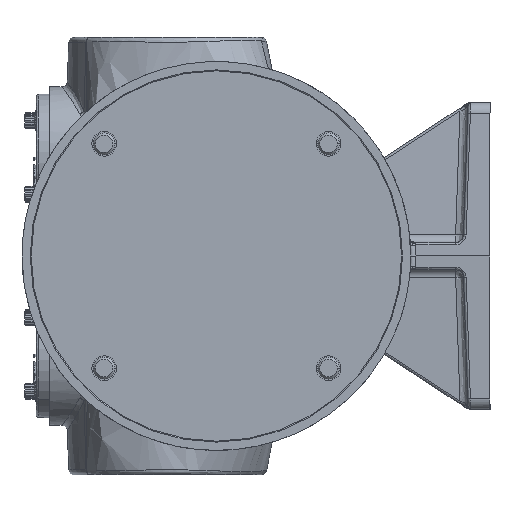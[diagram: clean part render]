
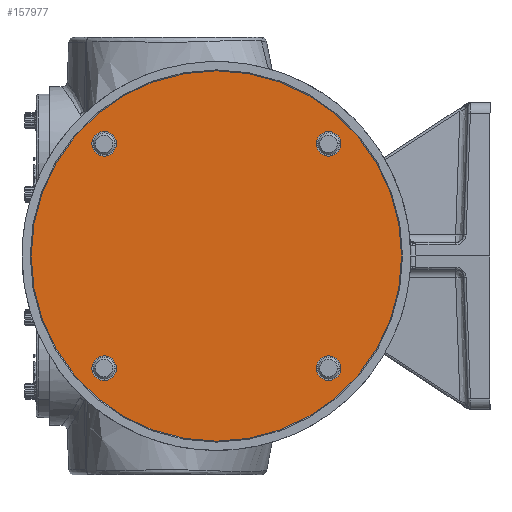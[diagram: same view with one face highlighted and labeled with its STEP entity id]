
A CAD part, left-side view. The second image highlights one B-rep face of the part: STEP entity #157977.
In plain terms, the highlighted planar face has unit normal (-1, 0, 0).
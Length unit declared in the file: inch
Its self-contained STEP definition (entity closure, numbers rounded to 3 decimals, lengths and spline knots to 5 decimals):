
#930 = ORIENTED_EDGE ( 'NONE', *, *, #66995, .F. ) ;
#1459 = EDGE_LOOP ( 'NONE', ( #15393, #133023 ) ) ;
#2883 = DIRECTION ( 'NONE',  ( -1., 0., 0. ) ) ;
#2909 = EDGE_CURVE ( 'NONE', #88381, #10398, #153026, .T. ) ;
#8045 = DIRECTION ( 'NONE',  ( -1., 0., 0. ) ) ;
#10398 = VERTEX_POINT ( 'NONE', #31502 ) ;
#10772 = AXIS2_PLACEMENT_3D ( 'NONE', #77546, #2883, #90091 ) ;
#11745 = CIRCLE ( 'NONE', #27594, 0.28125 ) ;
#13587 = FACE_BOUND ( 'NONE', #144939, .T. ) ;
#14408 = DIRECTION ( 'NONE',  ( -1., 0., 0. ) ) ;
#15393 = ORIENTED_EDGE ( 'NONE', *, *, #89897, .T. ) ;
#19155 = CARTESIAN_POINT ( 'NONE',  ( -18.5, 0., 0. ) ) ;
#26426 = ORIENTED_EDGE ( 'NONE', *, *, #30507, .F. ) ;
#26828 = CARTESIAN_POINT ( 'NONE',  ( -18.5, 2.56326, -2.28201 ) ) ;
#27209 = CIRCLE ( 'NONE', #153680, 0.28125 ) ;
#27594 = AXIS2_PLACEMENT_3D ( 'NONE', #133661, #59309, #146095 ) ;
#30507 = EDGE_CURVE ( 'NONE', #10398, #88381, #123101, .T. ) ;
#31502 = CARTESIAN_POINT ( 'NONE',  ( -18.5, 2.56326, -2.84451 ) ) ;
#31651 = DIRECTION ( 'NONE',  ( 0., 0., 1. ) ) ;
#31866 = VERTEX_POINT ( 'NONE', #47836 ) ;
#31980 = AXIS2_PLACEMENT_3D ( 'NONE', #82693, #8045, #95261 ) ;
#32130 = AXIS2_PLACEMENT_3D ( 'NONE', #145179, #70817, #157640 ) ;
#38225 = CARTESIAN_POINT ( 'NONE',  ( -18.5, 0., 0. ) ) ;
#38983 = VERTEX_POINT ( 'NONE', #106049 ) ;
#45143 = CIRCLE ( 'NONE', #31980, 0.28125 ) ;
#46767 = FACE_BOUND ( 'NONE', #92853, .T. ) ;
#47836 = CARTESIAN_POINT ( 'NONE',  ( -18.5, 2.56326, 2.84451 ) ) ;
#48742 = DIRECTION ( 'NONE',  ( -1., 0., 0. ) ) ;
#49301 = CIRCLE ( 'NONE', #32130, 0.28125 ) ;
#50776 = DIRECTION ( 'NONE',  ( 0., 0., 1. ) ) ;
#53359 = ORIENTED_EDGE ( 'NONE', *, *, #98039, .F. ) ;
#59309 = DIRECTION ( 'NONE',  ( -1., 0., 0. ) ) ;
#60353 = ORIENTED_EDGE ( 'NONE', *, *, #2909, .F. ) ;
#60791 = DIRECTION ( 'NONE',  ( -1., 0., 0. ) ) ;
#63994 = DIRECTION ( 'NONE',  ( -1., 0., 0. ) ) ;
#64141 = DIRECTION ( 'NONE',  ( -1., 0., 0. ) ) ;
#66995 = EDGE_CURVE ( 'NONE', #123586, #156559, #49301, .T. ) ;
#67248 = AXIS2_PLACEMENT_3D ( 'NONE', #135139, #60791, #147573 ) ;
#67782 = CARTESIAN_POINT ( 'NONE',  ( -18.5, -2.56326, 2.84451 ) ) ;
#69812 = EDGE_CURVE ( 'NONE', #156559, #123586, #77948, .T. ) ;
#70817 = DIRECTION ( 'NONE',  ( -1., 0., 0. ) ) ;
#72166 = CARTESIAN_POINT ( 'NONE',  ( -18.5, -2.56326, -2.84451 ) ) ;
#75300 = CIRCLE ( 'NONE', #10772, 0.28125 ) ;
#75922 = FACE_BOUND ( 'NONE', #117779, .T. ) ;
#77546 = CARTESIAN_POINT ( 'NONE',  ( -18.5, 2.56326, 2.56326 ) ) ;
#77948 = CIRCLE ( 'NONE', #160303, 0.28125 ) ;
#80484 = ORIENTED_EDGE ( 'NONE', *, *, #155424, .F. ) ;
#82693 = CARTESIAN_POINT ( 'NONE',  ( -18.5, 2.56326, 2.56326 ) ) ;
#86487 = EDGE_CURVE ( 'NONE', #92824, #146895, #27209, .T. ) ;
#88381 = VERTEX_POINT ( 'NONE', #26828 ) ;
#88581 = ORIENTED_EDGE ( 'NONE', *, *, #86487, .F. ) ;
#89006 = CARTESIAN_POINT ( 'NONE',  ( -18.5, -2.56326, 2.56326 ) ) ;
#89657 = ORIENTED_EDGE ( 'NONE', *, *, #94835, .F. ) ;
#89897 = EDGE_CURVE ( 'NONE', #132288, #38983, #106626, .T. ) ;
#90091 = DIRECTION ( 'NONE',  ( 0., 0., 1. ) ) ;
#92824 = VERTEX_POINT ( 'NONE', #67782 ) ;
#92853 = EDGE_LOOP ( 'NONE', ( #60353, #26426 ) ) ;
#94835 = EDGE_CURVE ( 'NONE', #146895, #92824, #11745, .T. ) ;
#95261 = DIRECTION ( 'NONE',  ( 0., 0., 1. ) ) ;
#98039 = EDGE_CURVE ( 'NONE', #31866, #148432, #45143, .T. ) ;
#101580 = DIRECTION ( 'NONE',  ( 0., 0., 1. ) ) ;
#104372 = CIRCLE ( 'NONE', #157611, 4.2305 ) ;
#104656 = CARTESIAN_POINT ( 'NONE',  ( -18.5, -2.56326, 2.28201 ) ) ;
#106049 = CARTESIAN_POINT ( 'NONE',  ( -18.5, 0., -4.2305 ) ) ;
#106303 = DIRECTION ( 'NONE',  ( -1., 0., 0. ) ) ;
#106626 = CIRCLE ( 'NONE', #133291, 4.2305 ) ;
#109160 = FACE_BOUND ( 'NONE', #146923, .T. ) ;
#116031 = EDGE_CURVE ( 'NONE', #38983, #132288, #104372, .T. ) ;
#117779 = EDGE_LOOP ( 'NONE', ( #53359, #80484 ) ) ;
#117998 = CARTESIAN_POINT ( 'NONE',  ( -18.5, 0., 4.2305 ) ) ;
#118172 = PLANE ( 'NONE',  #127750 ) ;
#123101 = CIRCLE ( 'NONE', #67248, 0.28125 ) ;
#123216 = CARTESIAN_POINT ( 'NONE',  ( -18.5, 0., 0. ) ) ;
#123586 = VERTEX_POINT ( 'NONE', #72166 ) ;
#125213 = DIRECTION ( 'NONE',  ( -1., 0., 0. ) ) ;
#127750 = AXIS2_PLACEMENT_3D ( 'NONE', #19155, #106303, #31651 ) ;
#132288 = VERTEX_POINT ( 'NONE', #117998 ) ;
#133023 = ORIENTED_EDGE ( 'NONE', *, *, #116031, .T. ) ;
#133291 = AXIS2_PLACEMENT_3D ( 'NONE', #38225, #125213, #50776 ) ;
#133661 = CARTESIAN_POINT ( 'NONE',  ( -18.5, -2.56326, 2.56326 ) ) ;
#135139 = CARTESIAN_POINT ( 'NONE',  ( -18.5, 2.56326, -2.56326 ) ) ;
#135654 = DIRECTION ( 'NONE',  ( 0., 0., 1. ) ) ;
#138367 = CARTESIAN_POINT ( 'NONE',  ( -18.5, 2.56326, -2.56326 ) ) ;
#138505 = CARTESIAN_POINT ( 'NONE',  ( -18.5, -2.56326, -2.56326 ) ) ;
#142024 = FACE_OUTER_BOUND ( 'NONE', #1459, .T. ) ;
#143527 = CARTESIAN_POINT ( 'NONE',  ( -18.5, 2.56326, 2.28201 ) ) ;
#144904 = ORIENTED_EDGE ( 'NONE', *, *, #69812, .F. ) ;
#144939 = EDGE_LOOP ( 'NONE', ( #88581, #89657 ) ) ;
#145179 = CARTESIAN_POINT ( 'NONE',  ( -18.5, -2.56326, -2.56326 ) ) ;
#146095 = DIRECTION ( 'NONE',  ( 0., 0., 1. ) ) ;
#146707 = CARTESIAN_POINT ( 'NONE',  ( -18.5, -2.56326, -2.28201 ) ) ;
#146895 = VERTEX_POINT ( 'NONE', #104656 ) ;
#146923 = EDGE_LOOP ( 'NONE', ( #144904, #930 ) ) ;
#147573 = DIRECTION ( 'NONE',  ( 0., 0., 1. ) ) ;
#148432 = VERTEX_POINT ( 'NONE', #143527 ) ;
#150790 = DIRECTION ( 'NONE',  ( 0., 0., 1. ) ) ;
#150929 = DIRECTION ( 'NONE',  ( 0., 0., 1. ) ) ;
#153026 = CIRCLE ( 'NONE', #156723, 0.28125 ) ;
#153680 = AXIS2_PLACEMENT_3D ( 'NONE', #89006, #14408, #101580 ) ;
#155424 = EDGE_CURVE ( 'NONE', #148432, #31866, #75300, .T. ) ;
#156559 = VERTEX_POINT ( 'NONE', #146707 ) ;
#156723 = AXIS2_PLACEMENT_3D ( 'NONE', #138367, #63994, #150790 ) ;
#157611 = AXIS2_PLACEMENT_3D ( 'NONE', #123216, #48742, #135654 ) ;
#157640 = DIRECTION ( 'NONE',  ( 0., 0., 1. ) ) ;
#157977 = ADVANCED_FACE ( 'NONE', ( #46767, #75922, #13587, #109160, #142024 ), #118172, .T. ) ;
#160303 = AXIS2_PLACEMENT_3D ( 'NONE', #138505, #64141, #150929 ) ;
